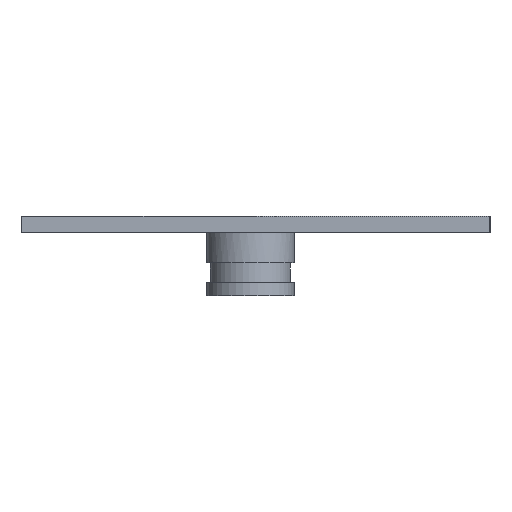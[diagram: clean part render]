
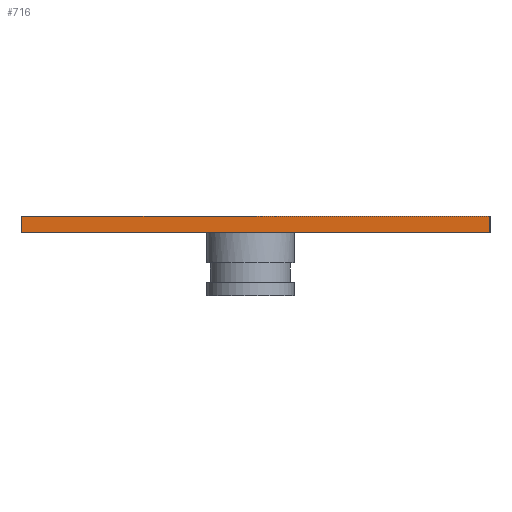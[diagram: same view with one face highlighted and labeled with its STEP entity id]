
A CAD part, left-side view. The second image highlights one B-rep face of the part: STEP entity #716.
In plain terms, the highlighted planar face has unit normal (-1, 0, 0).
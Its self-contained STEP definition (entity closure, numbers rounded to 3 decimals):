
#12 = DIRECTION ( 'NONE',  ( 0., -1., 0. ) ) ;
#35 = VECTOR ( 'NONE', #1029, 1000. ) ;
#96 = CARTESIAN_POINT ( 'NONE',  ( 0., 0., 0. ) ) ;
#99 = ORIENTED_EDGE ( 'NONE', *, *, #685, .T. ) ;
#103 = CARTESIAN_POINT ( 'NONE',  ( 0., 0., 0. ) ) ;
#140 = CARTESIAN_POINT ( 'NONE',  ( 0., 70.641, 0. ) ) ;
#177 = VERTEX_POINT ( 'NONE', #1000 ) ;
#190 = LINE ( 'NONE', #502, #35 ) ;
#207 = EDGE_CURVE ( 'NONE', #225, #1080, #686, .T. ) ;
#215 = ORIENTED_EDGE ( 'NONE', *, *, #443, .F. ) ;
#225 = VERTEX_POINT ( 'NONE', #729 ) ;
#266 = LINE ( 'NONE', #1126, #616 ) ;
#305 = EDGE_CURVE ( 'NONE', #225, #177, #190, .T. ) ;
#352 = DIRECTION ( 'NONE',  ( 0., 0., -1. ) ) ;
#375 = CARTESIAN_POINT ( 'NONE',  ( 0., 0., 2.5 ) ) ;
#400 = CARTESIAN_POINT ( 'NONE',  ( 0., 70.641, 2.5 ) ) ;
#413 = VECTOR ( 'NONE', #473, 1000. ) ;
#443 = EDGE_CURVE ( 'NONE', #177, #467, #266, .T. ) ;
#467 = VERTEX_POINT ( 'NONE', #103 ) ;
#473 = DIRECTION ( 'NONE',  ( 0., 0., -1. ) ) ;
#502 = CARTESIAN_POINT ( 'NONE',  ( 0., 0., 2.5 ) ) ;
#616 = VECTOR ( 'NONE', #352, 1000. ) ;
#634 = PLANE ( 'NONE',  #1044 ) ;
#685 = EDGE_CURVE ( 'NONE', #1080, #467, #784, .T. ) ;
#686 = LINE ( 'NONE', #400, #413 ) ;
#716 = ADVANCED_FACE ( 'NONE', ( #773 ), #634, .F. ) ;
#729 = CARTESIAN_POINT ( 'NONE',  ( 0., 70.641, 2.5 ) ) ;
#773 = FACE_OUTER_BOUND ( 'NONE', #1022, .T. ) ;
#784 = LINE ( 'NONE', #96, #1019 ) ;
#888 = DIRECTION ( 'NONE',  ( 0., 0., -1. ) ) ;
#981 = DIRECTION ( 'NONE',  ( 1., 0., 0. ) ) ;
#985 = ORIENTED_EDGE ( 'NONE', *, *, #305, .F. ) ;
#1000 = CARTESIAN_POINT ( 'NONE',  ( 0., 0., 2.5 ) ) ;
#1019 = VECTOR ( 'NONE', #12, 1000. ) ;
#1022 = EDGE_LOOP ( 'NONE', ( #99, #215, #985, #1098 ) ) ;
#1029 = DIRECTION ( 'NONE',  ( 0., -1., 0. ) ) ;
#1044 = AXIS2_PLACEMENT_3D ( 'NONE', #375, #981, #888 ) ;
#1080 = VERTEX_POINT ( 'NONE', #140 ) ;
#1098 = ORIENTED_EDGE ( 'NONE', *, *, #207, .T. ) ;
#1126 = CARTESIAN_POINT ( 'NONE',  ( 0., 0., 2.5 ) ) ;
